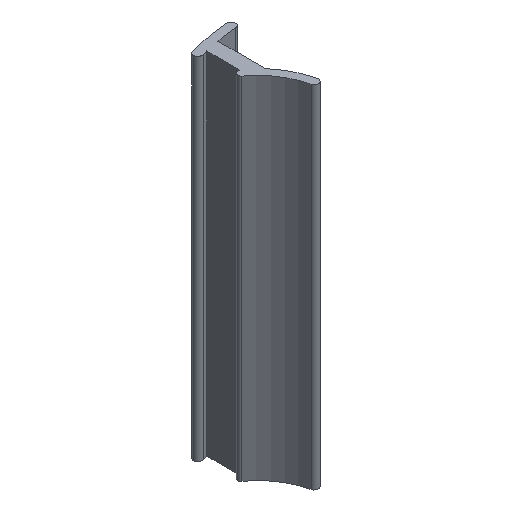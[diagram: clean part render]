
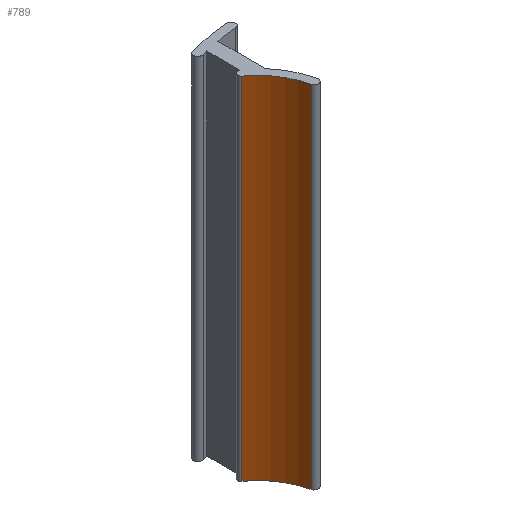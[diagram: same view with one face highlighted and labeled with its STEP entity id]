
A CAD part, isometric view. The second image highlights one B-rep face of the part: STEP entity #789.
In plain terms, the highlighted cylindrical face has radius 10 mm (diameter 20 mm), a partial arc.
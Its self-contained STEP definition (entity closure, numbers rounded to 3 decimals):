
#73 = PLANE('',#74);
#74 = AXIS2_PLACEMENT_3D('',#75,#76,#77);
#75 = CARTESIAN_POINT('',(7.064,-27.92,0.));
#76 = DIRECTION('',(-0.,-0.,-1.));
#77 = DIRECTION('',(0.,-1.,0.));
#132 = PLANE('',#133);
#133 = AXIS2_PLACEMENT_3D('',#134,#135,#136);
#134 = CARTESIAN_POINT('',(7.064,-27.92,50.));
#135 = DIRECTION('',(-0.,-0.,-1.));
#136 = DIRECTION('',(0.,-1.,0.));
#174 = CYLINDRICAL_SURFACE('',#175,0.6);
#175 = AXIS2_PLACEMENT_3D('',#176,#177,#178);
#176 = CARTESIAN_POINT('',(3.9,-11.4,50.));
#177 = DIRECTION('',(0.,0.,1.));
#178 = DIRECTION('',(-1.,0.,0.));
#394 = VERTEX_POINT('',#395);
#395 = CARTESIAN_POINT('',(-0.593,-5.605,50.));
#403 = CYLINDRICAL_SURFACE('',#404,0.5);
#404 = AXIS2_PLACEMENT_3D('',#405,#406,#407);
#405 = CARTESIAN_POINT('',(-0.3,-5.2,50.));
#406 = DIRECTION('',(0.,0.,1.));
#407 = DIRECTION('',(-1.,0.,0.));
#455 = VERTEX_POINT('',#456);
#456 = CARTESIAN_POINT('',(-0.593,-5.605,0.));
#482 = EDGE_CURVE('',#394,#455,#483,.T.);
#483 = SURFACE_CURVE('',#484,(#488,#495),.PCURVE_S1.);
#484 = LINE('',#485,#486);
#485 = CARTESIAN_POINT('',(-0.593,-5.605,50.));
#486 = VECTOR('',#487,1.);
#487 = DIRECTION('',(-0.,-0.,-1.));
#488 = PCURVE('',#403,#489);
#489 = DEFINITIONAL_REPRESENTATION('',(#490),#494);
#490 = LINE('',#491,#492);
#491 = CARTESIAN_POINT('',(0.946,0.));
#492 = VECTOR('',#493,1.);
#493 = DIRECTION('',(0.,-1.));
#494 = ( GEOMETRIC_REPRESENTATION_CONTEXT(2) 
PARAMETRIC_REPRESENTATION_CONTEXT() REPRESENTATION_CONTEXT('2D SPACE',''
  ) );
#495 = PCURVE('',#496,#501);
#496 = CYLINDRICAL_SURFACE('',#497,10.);
#497 = AXIS2_PLACEMENT_3D('',#498,#499,#500);
#498 = CARTESIAN_POINT('',(-6.444,-13.715,50.));
#499 = DIRECTION('',(0.,0.,1.));
#500 = DIRECTION('',(-1.,0.,0.));
#501 = DEFINITIONAL_REPRESENTATION('',(#502),#506);
#502 = LINE('',#503,#504);
#503 = CARTESIAN_POINT('',(4.087,0.));
#504 = VECTOR('',#505,1.);
#505 = DIRECTION('',(0.,-1.));
#506 = ( GEOMETRIC_REPRESENTATION_CONTEXT(2) 
PARAMETRIC_REPRESENTATION_CONTEXT() REPRESENTATION_CONTEXT('2D SPACE',''
  ) );
#789 = ADVANCED_FACE('',(#790),#496,.F.);
#790 = FACE_BOUND('',#791,.F.);
#791 = EDGE_LOOP('',(#792,#793,#817,#840));
#792 = ORIENTED_EDGE('',*,*,#482,.F.);
#793 = ORIENTED_EDGE('',*,*,#794,.T.);
#794 = EDGE_CURVE('',#394,#795,#797,.T.);
#795 = VERTEX_POINT('',#796);
#796 = CARTESIAN_POINT('',(3.314,-11.531,50.));
#797 = SURFACE_CURVE('',#798,(#803,#810),.PCURVE_S1.);
#798 = CIRCLE('',#799,10.);
#799 = AXIS2_PLACEMENT_3D('',#800,#801,#802);
#800 = CARTESIAN_POINT('',(-6.444,-13.715,50.));
#801 = DIRECTION('',(0.,0.,-1.));
#802 = DIRECTION('',(-1.,0.,0.));
#803 = PCURVE('',#496,#804);
#804 = DEFINITIONAL_REPRESENTATION('',(#805),#809);
#805 = LINE('',#806,#807);
#806 = CARTESIAN_POINT('',(6.283,0.));
#807 = VECTOR('',#808,1.);
#808 = DIRECTION('',(-1.,0.));
#809 = ( GEOMETRIC_REPRESENTATION_CONTEXT(2) 
PARAMETRIC_REPRESENTATION_CONTEXT() REPRESENTATION_CONTEXT('2D SPACE',''
  ) );
#810 = PCURVE('',#132,#811);
#811 = DEFINITIONAL_REPRESENTATION('',(#812),#816);
#812 = CIRCLE('',#813,10.);
#813 = AXIS2_PLACEMENT_2D('',#814,#815);
#814 = CARTESIAN_POINT('',(-14.206,13.508));
#815 = DIRECTION('',(0.,1.));
#816 = ( GEOMETRIC_REPRESENTATION_CONTEXT(2) 
PARAMETRIC_REPRESENTATION_CONTEXT() REPRESENTATION_CONTEXT('2D SPACE',''
  ) );
#817 = ORIENTED_EDGE('',*,*,#818,.T.);
#818 = EDGE_CURVE('',#795,#819,#821,.T.);
#819 = VERTEX_POINT('',#820);
#820 = CARTESIAN_POINT('',(3.314,-11.531,0.));
#821 = SURFACE_CURVE('',#822,(#826,#833),.PCURVE_S1.);
#822 = LINE('',#823,#824);
#823 = CARTESIAN_POINT('',(3.314,-11.531,50.));
#824 = VECTOR('',#825,1.);
#825 = DIRECTION('',(-0.,-0.,-1.));
#826 = PCURVE('',#496,#827);
#827 = DEFINITIONAL_REPRESENTATION('',(#828),#832);
#828 = LINE('',#829,#830);
#829 = CARTESIAN_POINT('',(3.362,0.));
#830 = VECTOR('',#831,1.);
#831 = DIRECTION('',(0.,-1.));
#832 = ( GEOMETRIC_REPRESENTATION_CONTEXT(2) 
PARAMETRIC_REPRESENTATION_CONTEXT() REPRESENTATION_CONTEXT('2D SPACE',''
  ) );
#833 = PCURVE('',#174,#834);
#834 = DEFINITIONAL_REPRESENTATION('',(#835),#839);
#835 = LINE('',#836,#837);
#836 = CARTESIAN_POINT('',(0.22,0.));
#837 = VECTOR('',#838,1.);
#838 = DIRECTION('',(0.,-1.));
#839 = ( GEOMETRIC_REPRESENTATION_CONTEXT(2) 
PARAMETRIC_REPRESENTATION_CONTEXT() REPRESENTATION_CONTEXT('2D SPACE',''
  ) );
#840 = ORIENTED_EDGE('',*,*,#841,.F.);
#841 = EDGE_CURVE('',#455,#819,#842,.T.);
#842 = SURFACE_CURVE('',#843,(#848,#855),.PCURVE_S1.);
#843 = CIRCLE('',#844,10.);
#844 = AXIS2_PLACEMENT_3D('',#845,#846,#847);
#845 = CARTESIAN_POINT('',(-6.444,-13.715,0.));
#846 = DIRECTION('',(0.,0.,-1.));
#847 = DIRECTION('',(-1.,0.,0.));
#848 = PCURVE('',#496,#849);
#849 = DEFINITIONAL_REPRESENTATION('',(#850),#854);
#850 = LINE('',#851,#852);
#851 = CARTESIAN_POINT('',(6.283,-50.));
#852 = VECTOR('',#853,1.);
#853 = DIRECTION('',(-1.,0.));
#854 = ( GEOMETRIC_REPRESENTATION_CONTEXT(2) 
PARAMETRIC_REPRESENTATION_CONTEXT() REPRESENTATION_CONTEXT('2D SPACE',''
  ) );
#855 = PCURVE('',#73,#856);
#856 = DEFINITIONAL_REPRESENTATION('',(#857),#861);
#857 = CIRCLE('',#858,10.);
#858 = AXIS2_PLACEMENT_2D('',#859,#860);
#859 = CARTESIAN_POINT('',(-14.206,13.508));
#860 = DIRECTION('',(0.,1.));
#861 = ( GEOMETRIC_REPRESENTATION_CONTEXT(2) 
PARAMETRIC_REPRESENTATION_CONTEXT() REPRESENTATION_CONTEXT('2D SPACE',''
  ) );
